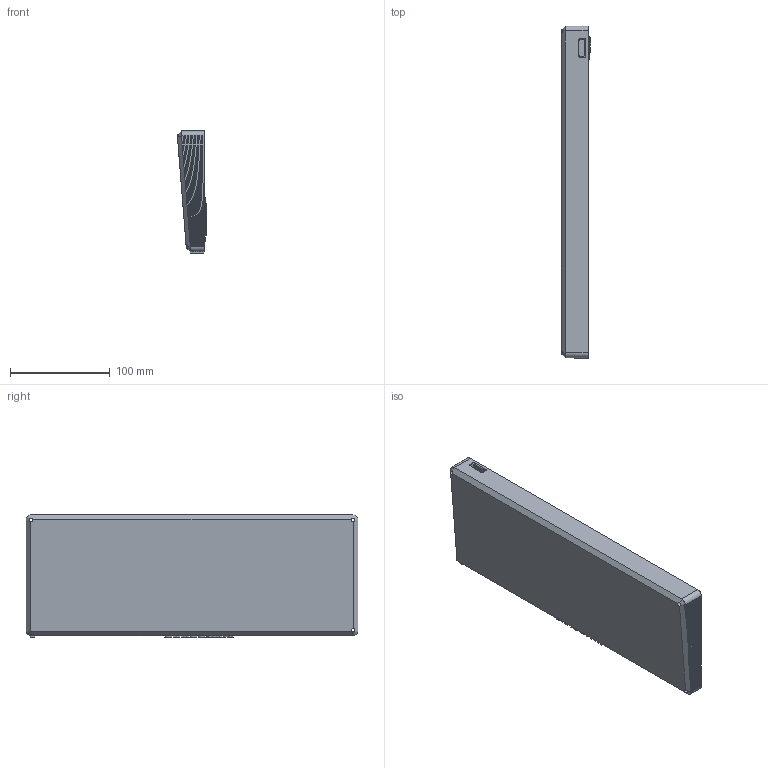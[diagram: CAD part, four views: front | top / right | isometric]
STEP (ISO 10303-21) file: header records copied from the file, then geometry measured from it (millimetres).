
FILE_DESCRIPTION(/* description */ ('STEP AP242','CAx-IF Rec.Pracs.---Representation and Presentation of Product Manufacturing Information (PMI)---4.0---2014-10-13','CAx-IF Rec.Pracs.---3D Tessellated Geometry---0.4---2014-09-14','2;1'),/* implementation_level */ '2;1');
FILE_NAME(/* name */ '687019eb2c3f2b763387daf1',/* time_stamp */ '2025-07-10T19:52:14Z',/* author */ (''),/* organization */ (''),/* preprocessor_version */ 'ST-DEVELOPER v20',/* originating_system */ 'ONSHAPE BY PTC INC, 1.200',/* authorisation */ ' ');
FILE_SCHEMA (('AP242_MANAGED_MODEL_BASED_3D_ENGINEERING_MIM_LF { 1 0 10303 442 1 1 4 }'));
Length unit declared in the file: metre
Products named in the file (1): Part 1
Bounding box: 29.46 x 333 x 122.5 mm (x, y, z)
Volume: 587041.9 mm3; surface area: 116073.2 mm2
Topology: 1 solids, 1 shells, 1010 faces, 2761 edges, 1791 vertices
Faces by surface type: plane 505, cylinder 273, bspline 224, torus 8
Full cylindrical faces by diameter (mm): 3.6 x3
Entity records: 32591 total; most frequent: CARTESIAN_POINT 8101, ORIENTED_EDGE 5510, DIRECTION 4432, EDGE_CURVE 2755, VERTEX_POINT 1788, LINE 1732, VECTOR 1732, AXIS2_PLACEMENT_3D 1350
